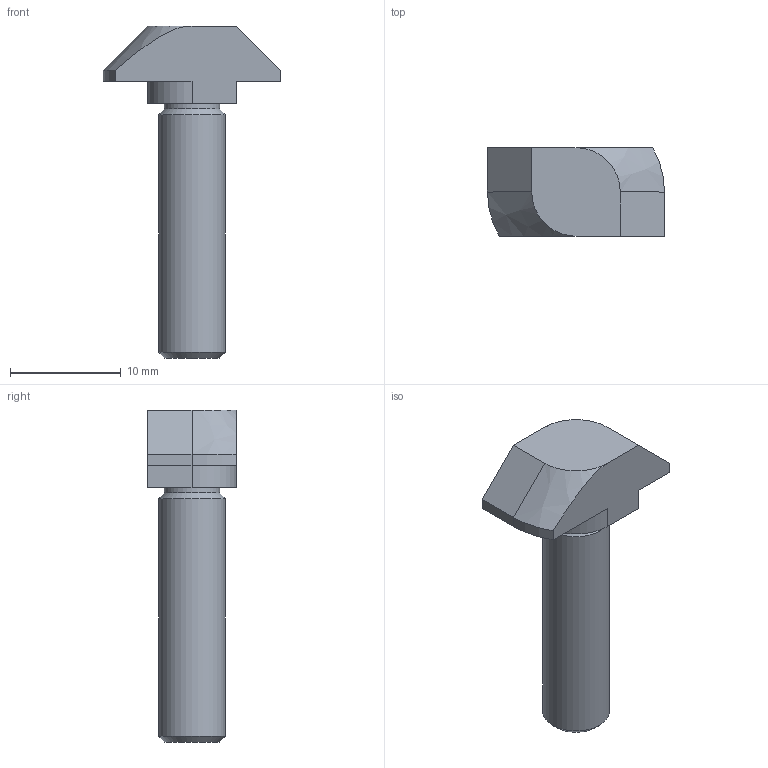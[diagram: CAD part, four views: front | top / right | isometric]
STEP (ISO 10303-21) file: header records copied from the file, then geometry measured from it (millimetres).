
FILE_DESCRIPTION(/* description */ (''),/* implementation_level */ '2;1');
FILE_NAME(/* name */ 'DVIXX0000032.stp',/* time_stamp */ '2018-05-10T17:36:35+02:00',/* author */ ('fzagni'),/* organization */ (''),/* preprocessor_version */ 'ST-DEVELOPER v16.1',/* originating_system */ 'Autodesk Inventor 2016',/* authorisation */ '');
FILE_SCHEMA (('AUTOMOTIVE_DESIGN { 1 0 10303 214 3 1 1 }'));
Length unit declared in the file: millimetre
Products named in the file (1): VITE M6 L=25 Cava 8
Bounding box: 16 x 8 x 30 mm (x, y, z)
Volume: 1248.6 mm3; surface area: 901.9 mm2
Topology: 1 solids, 1 shells, 23 faces, 55 edges, 35 vertices
Faces by surface type: plane 13, cylinder 6, cone 4
Full cylindrical faces by diameter (mm): 5 x1, 6 x1
Entity records: 666 total; most frequent: CARTESIAN_POINT 114, DIRECTION 112, ORIENTED_EDGE 102, EDGE_CURVE 51, AXIS2_PLACEMENT_3D 39, VERTEX_POINT 35, LINE 34, VECTOR 34
